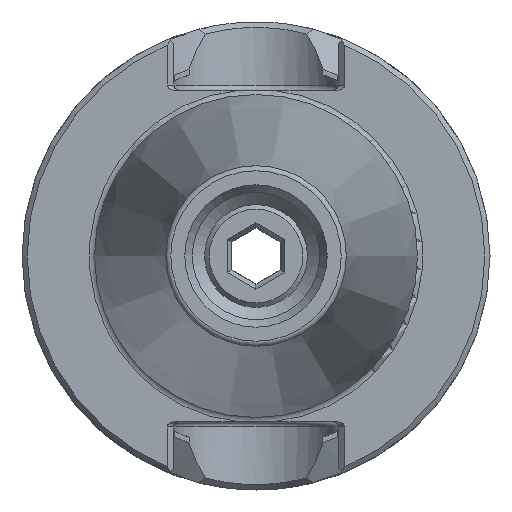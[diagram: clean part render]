
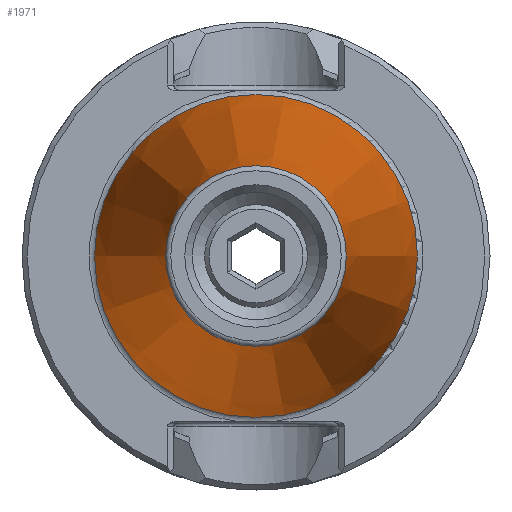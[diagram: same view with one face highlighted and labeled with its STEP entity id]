
A CAD part, left-side view. The second image highlights one B-rep face of the part: STEP entity #1971.
In plain terms, the highlighted conical face has half-angle 8.297 degrees and reference radius 12.345 mm.
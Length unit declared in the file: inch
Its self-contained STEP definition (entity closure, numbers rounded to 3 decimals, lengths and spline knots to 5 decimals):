
#321=CONICAL_SURFACE('',#2157,0.48602,8.297);
#449=FACE_BOUND('',#691,.T.);
#534=FACE_OUTER_BOUND('',#690,.T.);
#690=EDGE_LOOP('',(#1579));
#691=EDGE_LOOP('',(#1580));
#824=CIRCLE('',#2140,0.625);
#832=CIRCLE('',#2155,0.34954);
#978=VERTEX_POINT('',#3350);
#986=VERTEX_POINT('',#3373);
#1206=EDGE_CURVE('',#978,#978,#824,.T.);
#1214=EDGE_CURVE('',#986,#986,#832,.T.);
#1579=ORIENTED_EDGE('',*,*,#1206,.F.);
#1580=ORIENTED_EDGE('',*,*,#1214,.F.);
#1971=ADVANCED_FACE('',(#534,#449),#321,.T.);
#2140=AXIS2_PLACEMENT_3D('',#3351,#2530,#2531);
#2155=AXIS2_PLACEMENT_3D('',#3374,#2560,#2561);
#2157=AXIS2_PLACEMENT_3D('',#3376,#2564,#2565);
#2530=DIRECTION('center_axis',(1.,0.,0.));
#2531=DIRECTION('ref_axis',(0.,1.,0.));
#2560=DIRECTION('center_axis',(-1.,0.,0.));
#2561=DIRECTION('ref_axis',(0.,-1.,0.));
#2564=DIRECTION('center_axis',(1.,0.,0.));
#2565=DIRECTION('ref_axis',(0.,1.,0.));
#3350=CARTESIAN_POINT('',(0.,0.625,0.));
#3351=CARTESIAN_POINT('Origin',(0.,0.,0.));
#3373=CARTESIAN_POINT('',(-1.88889,0.34954,0.));
#3374=CARTESIAN_POINT('Origin',(-1.88889,0.,0.));
#3376=CARTESIAN_POINT('Origin',(-0.953,0.,0.));
